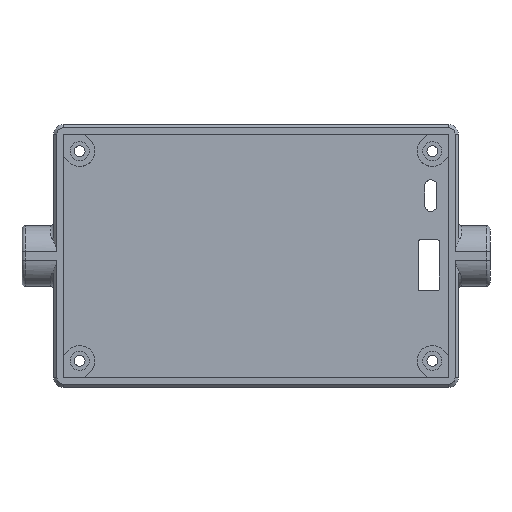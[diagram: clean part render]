
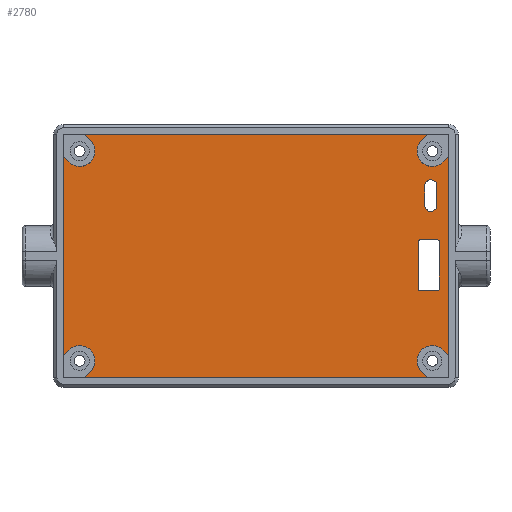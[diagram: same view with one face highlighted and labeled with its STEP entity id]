
A CAD part, top view. The second image highlights one B-rep face of the part: STEP entity #2780.
In plain terms, the highlighted planar face has unit normal (0, 0, 1).
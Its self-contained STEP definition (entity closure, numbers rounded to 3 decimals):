
#132=FACE_BOUND('',#536,.T.);
#133=FACE_BOUND('',#537,.T.);
#196=PLANE('',#3104);
#356=FACE_OUTER_BOUND('',#535,.T.);
#535=EDGE_LOOP('',(#2475,#2476,#2477,#2478,#2479,#2480,#2481,#2482,#2483,
#2484,#2485,#2486,#2487,#2488,#2489,#2490));
#536=EDGE_LOOP('',(#2491,#2492,#2493,#2494,#2495,#2496,#2497,#2498));
#537=EDGE_LOOP('',(#2499,#2500,#2501,#2502));
#730=LINE('',#4742,#968);
#733=LINE('',#4750,#971);
#741=LINE('',#4771,#979);
#746=LINE('',#4784,#984);
#748=LINE('',#4790,#986);
#754=LINE('',#4822,#992);
#755=LINE('',#4828,#993);
#756=LINE('',#4830,#994);
#757=LINE('',#4832,#995);
#758=LINE('',#4836,#996);
#759=LINE('',#4838,#997);
#760=LINE('',#4840,#998);
#761=LINE('',#4844,#999);
#762=LINE('',#4846,#1000);
#763=LINE('',#4848,#1001);
#764=LINE('',#4852,#1002);
#765=LINE('',#4854,#1003);
#766=LINE('',#4856,#1004);
#968=VECTOR('',#3804,10.);
#971=VECTOR('',#3813,10.);
#979=VECTOR('',#3835,10.);
#984=VECTOR('',#3850,10.);
#986=VECTOR('',#3858,10.);
#992=VECTOR('',#3898,10.);
#993=VECTOR('',#3905,10.);
#994=VECTOR('',#3906,10.);
#995=VECTOR('',#3907,10.);
#996=VECTOR('',#3910,10.);
#997=VECTOR('',#3911,10.);
#998=VECTOR('',#3912,10.);
#999=VECTOR('',#3915,10.);
#1000=VECTOR('',#3916,10.);
#1001=VECTOR('',#3917,10.);
#1002=VECTOR('',#3920,10.);
#1003=VECTOR('',#3921,10.);
#1004=VECTOR('',#3922,10.);
#1151=CIRCLE('',#3065,0.5);
#1152=CIRCLE('',#3068,0.5);
#1155=CIRCLE('',#3078,1.9);
#1156=CIRCLE('',#3080,0.5);
#1157=CIRCLE('',#3083,0.5);
#1166=CIRCLE('',#3103,1.9);
#1167=CIRCLE('',#3105,4.8);
#1168=CIRCLE('',#3106,4.8);
#1169=CIRCLE('',#3107,4.8);
#1170=CIRCLE('',#3108,4.8);
#1359=VERTEX_POINT('',#4734);
#1360=VERTEX_POINT('',#4736);
#1361=VERTEX_POINT('',#4740);
#1362=VERTEX_POINT('',#4744);
#1363=VERTEX_POINT('',#4748);
#1368=VERTEX_POINT('',#4768);
#1369=VERTEX_POINT('',#4770);
#1370=VERTEX_POINT('',#4774);
#1371=VERTEX_POINT('',#4778);
#1372=VERTEX_POINT('',#4780);
#1373=VERTEX_POINT('',#4786);
#1382=VERTEX_POINT('',#4820);
#1383=VERTEX_POINT('',#4826);
#1384=VERTEX_POINT('',#4827);
#1385=VERTEX_POINT('',#4829);
#1386=VERTEX_POINT('',#4831);
#1387=VERTEX_POINT('',#4833);
#1388=VERTEX_POINT('',#4835);
#1389=VERTEX_POINT('',#4837);
#1390=VERTEX_POINT('',#4839);
#1391=VERTEX_POINT('',#4841);
#1392=VERTEX_POINT('',#4843);
#1393=VERTEX_POINT('',#4845);
#1394=VERTEX_POINT('',#4847);
#1395=VERTEX_POINT('',#4849);
#1396=VERTEX_POINT('',#4851);
#1397=VERTEX_POINT('',#4853);
#1398=VERTEX_POINT('',#4855);
#1720=EDGE_CURVE('',#1359,#1360,#1151,.T.);
#1723=EDGE_CURVE('',#1359,#1361,#730,.F.);
#1725=EDGE_CURVE('',#1362,#1361,#1152,.T.);
#1727=EDGE_CURVE('',#1362,#1363,#733,.F.);
#1737=EDGE_CURVE('',#1369,#1368,#741,.F.);
#1740=EDGE_CURVE('',#1368,#1370,#1155,.F.);
#1742=EDGE_CURVE('',#1371,#1372,#1156,.T.);
#1744=EDGE_CURVE('',#1371,#1360,#746,.F.);
#1746=EDGE_CURVE('',#1373,#1363,#1157,.T.);
#1747=EDGE_CURVE('',#1373,#1372,#748,.F.);
#1761=EDGE_CURVE('',#1370,#1382,#754,.F.);
#1762=EDGE_CURVE('',#1382,#1369,#1166,.F.);
#1763=EDGE_CURVE('',#1383,#1384,#755,.T.);
#1764=EDGE_CURVE('',#1385,#1383,#756,.T.);
#1765=EDGE_CURVE('',#1386,#1385,#757,.T.);
#1766=EDGE_CURVE('',#1387,#1386,#1167,.T.);
#1767=EDGE_CURVE('',#1388,#1387,#758,.T.);
#1768=EDGE_CURVE('',#1389,#1388,#759,.T.);
#1769=EDGE_CURVE('',#1390,#1389,#760,.T.);
#1770=EDGE_CURVE('',#1391,#1390,#1168,.T.);
#1771=EDGE_CURVE('',#1392,#1391,#761,.T.);
#1772=EDGE_CURVE('',#1393,#1392,#762,.T.);
#1773=EDGE_CURVE('',#1394,#1393,#763,.T.);
#1774=EDGE_CURVE('',#1395,#1394,#1169,.T.);
#1775=EDGE_CURVE('',#1396,#1395,#764,.T.);
#1776=EDGE_CURVE('',#1397,#1396,#765,.T.);
#1777=EDGE_CURVE('',#1398,#1397,#766,.T.);
#1778=EDGE_CURVE('',#1384,#1398,#1170,.T.);
#2475=ORIENTED_EDGE('',*,*,#1763,.F.);
#2476=ORIENTED_EDGE('',*,*,#1764,.F.);
#2477=ORIENTED_EDGE('',*,*,#1765,.F.);
#2478=ORIENTED_EDGE('',*,*,#1766,.F.);
#2479=ORIENTED_EDGE('',*,*,#1767,.F.);
#2480=ORIENTED_EDGE('',*,*,#1768,.F.);
#2481=ORIENTED_EDGE('',*,*,#1769,.F.);
#2482=ORIENTED_EDGE('',*,*,#1770,.F.);
#2483=ORIENTED_EDGE('',*,*,#1771,.F.);
#2484=ORIENTED_EDGE('',*,*,#1772,.F.);
#2485=ORIENTED_EDGE('',*,*,#1773,.F.);
#2486=ORIENTED_EDGE('',*,*,#1774,.F.);
#2487=ORIENTED_EDGE('',*,*,#1775,.F.);
#2488=ORIENTED_EDGE('',*,*,#1776,.F.);
#2489=ORIENTED_EDGE('',*,*,#1777,.F.);
#2490=ORIENTED_EDGE('',*,*,#1778,.F.);
#2491=ORIENTED_EDGE('',*,*,#1723,.T.);
#2492=ORIENTED_EDGE('',*,*,#1725,.F.);
#2493=ORIENTED_EDGE('',*,*,#1727,.T.);
#2494=ORIENTED_EDGE('',*,*,#1746,.F.);
#2495=ORIENTED_EDGE('',*,*,#1747,.T.);
#2496=ORIENTED_EDGE('',*,*,#1742,.F.);
#2497=ORIENTED_EDGE('',*,*,#1744,.T.);
#2498=ORIENTED_EDGE('',*,*,#1720,.F.);
#2499=ORIENTED_EDGE('',*,*,#1762,.T.);
#2500=ORIENTED_EDGE('',*,*,#1737,.T.);
#2501=ORIENTED_EDGE('',*,*,#1740,.T.);
#2502=ORIENTED_EDGE('',*,*,#1761,.T.);
#2780=ADVANCED_FACE('',(#356,#132,#133),#196,.T.);
#3065=AXIS2_PLACEMENT_3D('',#4737,#3798,#3799);
#3068=AXIS2_PLACEMENT_3D('',#4746,#3808,#3809);
#3078=AXIS2_PLACEMENT_3D('',#4776,#3840,#3841);
#3080=AXIS2_PLACEMENT_3D('',#4781,#3845,#3846);
#3083=AXIS2_PLACEMENT_3D('',#4788,#3854,#3855);
#3103=AXIS2_PLACEMENT_3D('',#4824,#3901,#3902);
#3104=AXIS2_PLACEMENT_3D('',#4825,#3903,#3904);
#3105=AXIS2_PLACEMENT_3D('',#4834,#3908,#3909);
#3106=AXIS2_PLACEMENT_3D('',#4842,#3913,#3914);
#3107=AXIS2_PLACEMENT_3D('',#4850,#3918,#3919);
#3108=AXIS2_PLACEMENT_3D('',#4857,#3923,#3924);
#3798=DIRECTION('center_axis',(0.,0.,1.));
#3799=DIRECTION('ref_axis',(0.707,-0.707,0.));
#3804=DIRECTION('',(1.,0.,0.));
#3808=DIRECTION('center_axis',(0.,0.,1.));
#3809=DIRECTION('ref_axis',(-0.707,-0.707,0.));
#3813=DIRECTION('',(0.,-1.,0.));
#3835=DIRECTION('',(0.,1.,0.));
#3840=DIRECTION('center_axis',(0.,0.,1.));
#3841=DIRECTION('ref_axis',(-1.,0.,0.));
#3845=DIRECTION('center_axis',(0.,0.,1.));
#3846=DIRECTION('ref_axis',(0.707,0.707,0.));
#3850=DIRECTION('',(0.,1.,0.));
#3854=DIRECTION('center_axis',(0.,0.,1.));
#3855=DIRECTION('ref_axis',(-0.707,0.707,0.));
#3858=DIRECTION('',(-1.,0.,0.));
#3898=DIRECTION('',(0.,-1.,0.));
#3901=DIRECTION('center_axis',(0.,0.,1.));
#3902=DIRECTION('ref_axis',(1.,0.,0.));
#3903=DIRECTION('center_axis',(0.,0.,1.));
#3904=DIRECTION('ref_axis',(1.,0.,0.));
#3905=DIRECTION('',(-0.692,-0.722,0.));
#3906=DIRECTION('',(1.,0.,0.));
#3907=DIRECTION('',(-0.692,0.722,0.));
#3908=DIRECTION('center_axis',(0.,0.,1.));
#3909=DIRECTION('ref_axis',(-0.722,-0.692,0.));
#3910=DIRECTION('',(0.692,-0.722,0.));
#3911=DIRECTION('',(0.,1.,0.));
#3912=DIRECTION('',(-0.692,-0.722,0.));
#3913=DIRECTION('center_axis',(0.,0.,1.));
#3914=DIRECTION('ref_axis',(0.722,-0.692,0.));
#3915=DIRECTION('',(0.692,0.722,0.));
#3916=DIRECTION('',(-1.,0.,0.));
#3917=DIRECTION('',(0.692,-0.722,0.));
#3918=DIRECTION('center_axis',(0.,0.,1.));
#3919=DIRECTION('ref_axis',(0.722,0.692,0.));
#3920=DIRECTION('',(-0.692,0.722,0.));
#3921=DIRECTION('',(0.,-1.,0.));
#3922=DIRECTION('',(0.692,0.722,0.));
#3923=DIRECTION('center_axis',(0.,0.,1.));
#3924=DIRECTION('ref_axis',(-0.722,0.692,0.));
#4734=CARTESIAN_POINT('',(57.17,-10.93,2.));
#4736=CARTESIAN_POINT('',(57.67,-10.43,2.));
#4737=CARTESIAN_POINT('Origin',(57.17,-10.43,2.));
#4740=CARTESIAN_POINT('',(51.62,-10.93,2.));
#4742=CARTESIAN_POINT('',(28.585,-10.93,2.));
#4744=CARTESIAN_POINT('',(51.12,-10.43,2.));
#4746=CARTESIAN_POINT('Origin',(51.62,-10.43,2.));
#4748=CARTESIAN_POINT('',(51.12,4.57,2.));
#4750=CARTESIAN_POINT('',(51.12,-5.215,2.));
#4768=CARTESIAN_POINT('',(56.95,15.953,2.));
#4770=CARTESIAN_POINT('',(56.95,22.098,2.));
#4771=CARTESIAN_POINT('',(56.95,11.049,2.));
#4774=CARTESIAN_POINT('',(53.15,15.953,2.));
#4776=CARTESIAN_POINT('Origin',(55.05,15.953,2.));
#4778=CARTESIAN_POINT('',(57.67,4.57,2.));
#4780=CARTESIAN_POINT('',(57.17,5.07,2.));
#4781=CARTESIAN_POINT('Origin',(57.17,4.57,2.));
#4784=CARTESIAN_POINT('',(57.67,2.285,2.));
#4786=CARTESIAN_POINT('',(51.62,5.07,2.));
#4788=CARTESIAN_POINT('Origin',(51.62,4.57,2.));
#4790=CARTESIAN_POINT('',(25.81,5.07,2.));
#4820=CARTESIAN_POINT('',(53.15,22.098,2.));
#4822=CARTESIAN_POINT('',(53.15,7.976,2.));
#4824=CARTESIAN_POINT('Origin',(55.05,22.098,2.));
#4825=CARTESIAN_POINT('Origin',(0.,0.,2.));
#4826=CARTESIAN_POINT('',(54.002,38.375,2.));
#4827=CARTESIAN_POINT('',(52.034,36.321,2.));
#4828=CARTESIAN_POINT('',(31.494,14.883,2.));
#4829=CARTESIAN_POINT('',(-54.002,38.375,2.));
#4830=CARTESIAN_POINT('',(-30.325,38.375,2.));
#4831=CARTESIAN_POINT('',(-52.034,36.321,2.));
#4832=CARTESIAN_POINT('',(-30.51,13.856,2.));
#4833=CARTESIAN_POINT('',(-58.966,29.679,2.));
#4834=CARTESIAN_POINT('Origin',(-55.5,33.,2.));
#4835=CARTESIAN_POINT('',(-60.65,31.437,2.));
#4836=CARTESIAN_POINT('',(-38.283,8.093,2.));
#4837=CARTESIAN_POINT('',(-60.65,-31.437,2.));
#4838=CARTESIAN_POINT('',(-60.65,-19.188,2.));
#4839=CARTESIAN_POINT('',(-58.966,-29.679,2.));
#4840=CARTESIAN_POINT('',(-37.441,-7.214,2.));
#4841=CARTESIAN_POINT('',(-52.034,-36.321,2.));
#4842=CARTESIAN_POINT('Origin',(-55.5,-33.,2.));
#4843=CARTESIAN_POINT('',(-54.002,-38.375,2.));
#4844=CARTESIAN_POINT('',(-31.494,-14.883,2.));
#4845=CARTESIAN_POINT('',(54.002,-38.375,2.));
#4846=CARTESIAN_POINT('',(30.325,-38.375,2.));
#4847=CARTESIAN_POINT('',(52.034,-36.321,2.));
#4848=CARTESIAN_POINT('',(30.51,-13.856,2.));
#4849=CARTESIAN_POINT('',(58.966,-29.679,2.));
#4850=CARTESIAN_POINT('Origin',(55.5,-33.,2.));
#4851=CARTESIAN_POINT('',(60.65,-31.437,2.));
#4852=CARTESIAN_POINT('',(38.283,-8.093,2.));
#4853=CARTESIAN_POINT('',(60.65,31.437,2.));
#4854=CARTESIAN_POINT('',(60.65,19.188,2.));
#4855=CARTESIAN_POINT('',(58.966,29.679,2.));
#4856=CARTESIAN_POINT('',(37.441,7.214,2.));
#4857=CARTESIAN_POINT('Origin',(55.5,33.,2.));
